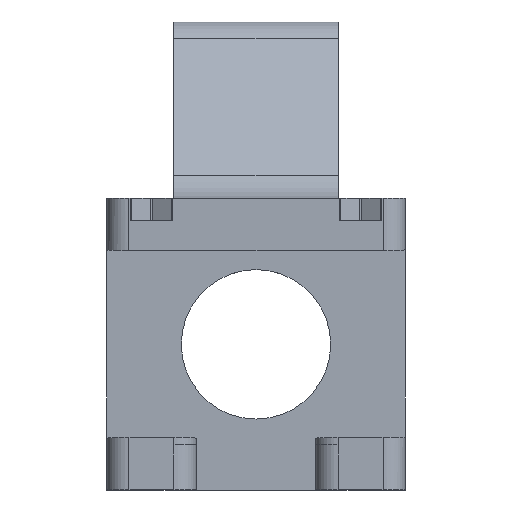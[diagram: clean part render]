
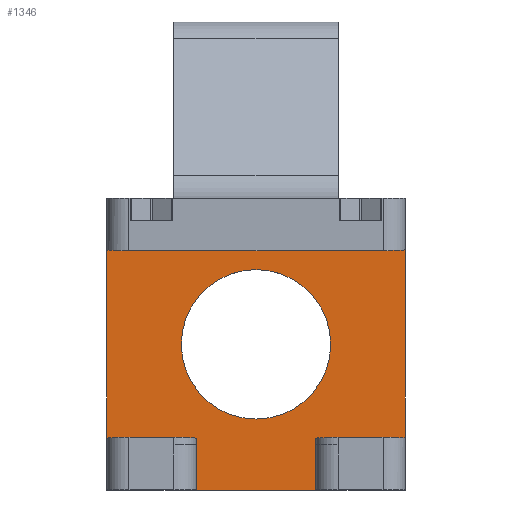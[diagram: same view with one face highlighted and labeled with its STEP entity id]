
A CAD part, top view. The second image highlights one B-rep face of the part: STEP entity #1346.
In plain terms, the highlighted planar face has unit normal (0, 0, 1).
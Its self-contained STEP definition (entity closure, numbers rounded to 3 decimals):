
#21=FACE_BOUND('',#190,.T.);
#57=PLANE('',#1468);
#113=FACE_OUTER_BOUND('',#189,.T.);
#189=EDGE_LOOP('',(#1110,#1111,#1112,#1113,#1114,#1115,#1116,#1117,#1118,
#1119,#1120));
#190=EDGE_LOOP('',(#1121));
#319=LINE('',#2215,#447);
#323=LINE('',#2224,#451);
#325=LINE('',#2228,#453);
#326=LINE('',#2230,#454);
#327=LINE('',#2232,#455);
#328=LINE('',#2234,#456);
#329=LINE('',#2236,#457);
#330=LINE('',#2237,#458);
#331=LINE('',#2239,#459);
#332=LINE('',#2240,#460);
#447=VECTOR('',#1762,10.);
#451=VECTOR('',#1768,10.);
#453=VECTOR('',#1772,10.);
#454=VECTOR('',#1773,10.);
#455=VECTOR('',#1774,10.);
#456=VECTOR('',#1775,10.);
#457=VECTOR('',#1776,10.);
#458=VECTOR('',#1777,10.);
#459=VECTOR('',#1778,10.);
#460=VECTOR('',#1779,10.);
#530=CIRCLE('',#1469,10.);
#635=VERTEX_POINT('',#2212);
#636=VERTEX_POINT('',#2214);
#639=VERTEX_POINT('',#2221);
#640=VERTEX_POINT('',#2223);
#641=VERTEX_POINT('',#2227);
#642=VERTEX_POINT('',#2229);
#643=VERTEX_POINT('',#2231);
#644=VERTEX_POINT('',#2233);
#645=VERTEX_POINT('',#2235);
#646=VERTEX_POINT('',#2238);
#647=VERTEX_POINT('',#2241);
#802=EDGE_CURVE('',#635,#636,#319,.T.);
#806=EDGE_CURVE('',#639,#640,#323,.T.);
#808=EDGE_CURVE('',#639,#641,#325,.T.);
#809=EDGE_CURVE('',#641,#642,#326,.T.);
#810=EDGE_CURVE('',#642,#643,#327,.T.);
#811=EDGE_CURVE('',#643,#644,#328,.T.);
#812=EDGE_CURVE('',#644,#645,#329,.T.);
#813=EDGE_CURVE('',#645,#636,#330,.T.);
#814=EDGE_CURVE('',#636,#646,#331,.T.);
#815=EDGE_CURVE('',#640,#635,#332,.T.);
#816=EDGE_CURVE('',#647,#647,#530,.T.);
#1110=ORIENTED_EDGE('',*,*,#808,.T.);
#1111=ORIENTED_EDGE('',*,*,#809,.T.);
#1112=ORIENTED_EDGE('',*,*,#810,.T.);
#1113=ORIENTED_EDGE('',*,*,#811,.T.);
#1114=ORIENTED_EDGE('',*,*,#812,.T.);
#1115=ORIENTED_EDGE('',*,*,#813,.T.);
#1116=ORIENTED_EDGE('',*,*,#814,.T.);
#1117=ORIENTED_EDGE('',*,*,#814,.F.);
#1118=ORIENTED_EDGE('',*,*,#802,.F.);
#1119=ORIENTED_EDGE('',*,*,#815,.F.);
#1120=ORIENTED_EDGE('',*,*,#806,.F.);
#1121=ORIENTED_EDGE('',*,*,#816,.T.);
#1346=ADVANCED_FACE('',(#113,#21),#57,.T.);
#1468=AXIS2_PLACEMENT_3D('',#2226,#1770,#1771);
#1469=AXIS2_PLACEMENT_3D('',#2242,#1780,#1781);
#1762=DIRECTION('',(0.,1.,0.));
#1768=DIRECTION('',(0.,-1.,0.));
#1770=DIRECTION('center_axis',(0.,0.,1.));
#1771=DIRECTION('ref_axis',(1.,0.,0.));
#1772=DIRECTION('',(1.,0.,0.));
#1773=DIRECTION('',(1.,0.,0.));
#1774=DIRECTION('',(0.,1.,0.));
#1775=DIRECTION('',(-1.,0.,0.));
#1776=DIRECTION('',(0.,-1.,0.));
#1777=DIRECTION('',(1.,0.,0.));
#1778=DIRECTION('',(1.,0.,0.));
#1779=DIRECTION('',(-1.,0.,0.));
#1780=DIRECTION('center_axis',(0.,0.,-1.));
#1781=DIRECTION('ref_axis',(1.,0.,0.));
#2212=CARTESIAN_POINT('',(-15.805,0.,35.));
#2214=CARTESIAN_POINT('',(-15.805,6.,35.));
#2215=CARTESIAN_POINT('',(-15.805,6.,35.));
#2221=CARTESIAN_POINT('',(0.195,6.,35.));
#2223=CARTESIAN_POINT('',(0.195,0.,35.));
#2224=CARTESIAN_POINT('',(0.195,3.,35.));
#2226=CARTESIAN_POINT('Origin',(-7.805,19.5,35.));
#2227=CARTESIAN_POINT('',(0.2,6.,35.));
#2228=CARTESIAN_POINT('',(2.195,6.,35.));
#2229=CARTESIAN_POINT('',(12.195,6.,35.));
#2230=CARTESIAN_POINT('',(2.195,6.,35.));
#2231=CARTESIAN_POINT('',(12.195,33.,35.));
#2232=CARTESIAN_POINT('',(12.195,0.,35.));
#2233=CARTESIAN_POINT('',(-27.805,33.,35.));
#2234=CARTESIAN_POINT('',(-17.805,33.,35.));
#2235=CARTESIAN_POINT('',(-27.805,6.,35.));
#2236=CARTESIAN_POINT('',(-27.805,39.,35.));
#2237=CARTESIAN_POINT('',(-11.805,6.,35.));
#2238=CARTESIAN_POINT('',(-15.8,6.,35.));
#2239=CARTESIAN_POINT('',(-27.805,6.,35.));
#2240=CARTESIAN_POINT('',(-27.805,0.,35.));
#2241=CARTESIAN_POINT('',(-17.805,19.5,35.));
#2242=CARTESIAN_POINT('Origin',(-7.805,19.5,35.));
